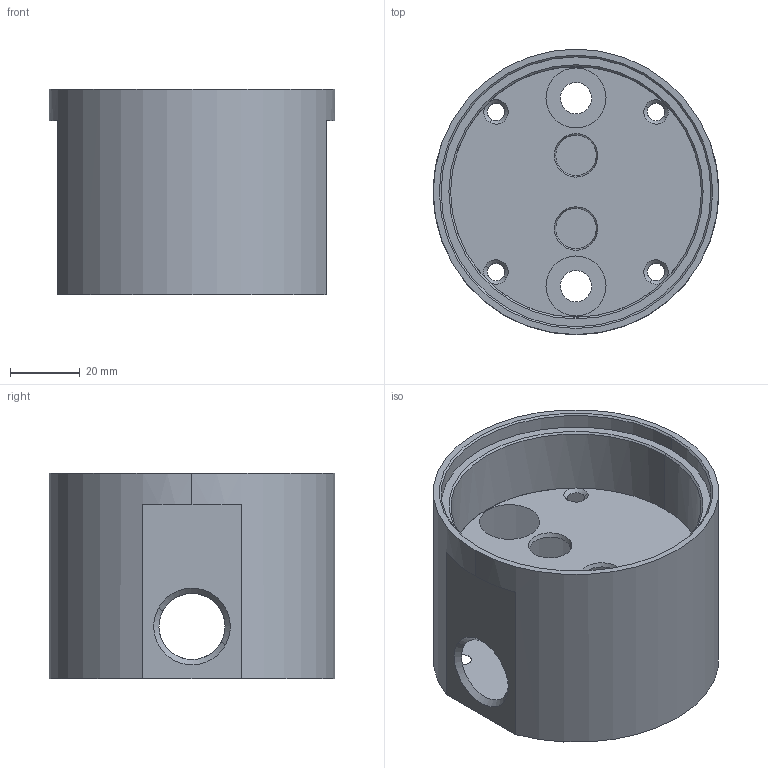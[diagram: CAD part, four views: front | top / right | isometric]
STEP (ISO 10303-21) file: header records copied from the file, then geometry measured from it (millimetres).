
FILE_DESCRIPTION(('CATIA V5 STEP Exchange','CAx-IF Rec.Pracs.--- Model Styling and Organization---1.5--- 2016-08-15','CAx-IF Rec.Pracs.---Supplemental Geometry---1.0---2011-11-01','CAx-IF Rec.Pracs.--- Composite Materials ---3.4---2017-06-13','CAx-IF Rec.Pracs.---Tessellated 3D Geometry---1.0---2015-12-17'),'2;1');
FILE_NAME('ZB00451004 - rendering.stp','2024-02-08T08:50:53+00:00',('none'),('none'),'CATIA Version 5-6 Release 2020 SP2','CATIA V5 STEP AP242 v2','none');
FILE_SCHEMA(('AP242_MANAGED_MODEL_BASED_3D_ENGINEERING_MIM_LF {1 0 10303 442 1 1 4}'));
Length unit declared in the file: millimetre
Products named in the file (1): P45252
Bounding box: 82 x 82 x 59 mm (x, y, z)
Surface area: 29714.8 mm2 (no closed solid volume)
Topology: 0 solids, 34 shells, 34 faces, 222 edges, 218 vertices
Faces by surface type: cone 20, plane 8, cylinder 6
Entity records: 2380 total; most frequent: CARTESIAN_POINT 663, DIRECTION 282, EDGE_CURVE 222, ORIENTED_EDGE 222, VERTEX_POINT 222, AXIS2_PLACEMENT_3D 181, CIRCLE 146, VECTOR 68
